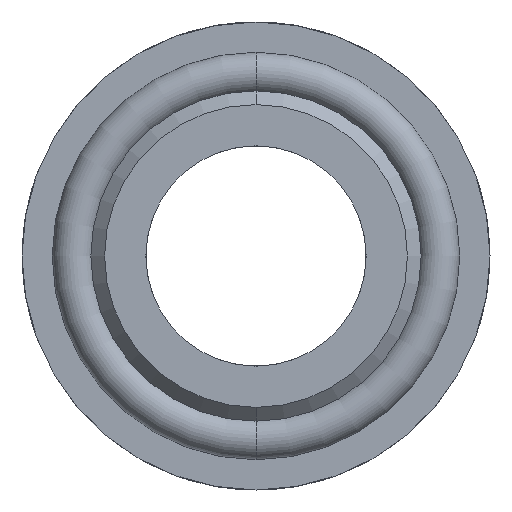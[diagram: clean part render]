
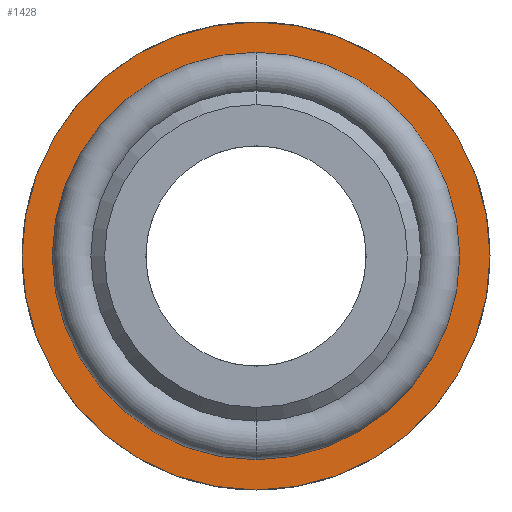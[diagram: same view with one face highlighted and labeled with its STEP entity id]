
A CAD part, front view. The second image highlights one B-rep face of the part: STEP entity #1428.
In plain terms, the highlighted planar face has unit normal (0, -1, 0).
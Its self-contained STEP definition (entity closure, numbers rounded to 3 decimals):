
#104 = EDGE_CURVE ( 'NONE', #251, #247, #630, .T. ) ;
#247 = VERTEX_POINT ( 'NONE', #1291 ) ;
#251 = VERTEX_POINT ( 'NONE', #1287 ) ;
#352 = AXIS2_PLACEMENT_3D ( 'NONE', #1767, #1768, #1769 ) ;
#354 = FACE_OUTER_BOUND ( 'NONE', #2257, .T. ) ;
#356 = FACE_BOUND ( 'NONE', #2256, .T. ) ;
#371 = AXIS2_PLACEMENT_3D ( 'NONE', #1658, #1659, #1660 ) ;
#487 = EDGE_CURVE ( 'NONE', #2151, #2150, #635, .T. ) ;
#513 = EDGE_CURVE ( 'NONE', #2150, #2151, #646, .T. ) ;
#556 = CIRCLE ( 'NONE', #371, 7.024 ) ;
#630 = CIRCLE ( 'NONE', #1234, 7.024 ) ;
#635 = CIRCLE ( 'NONE', #1237, 8.5 ) ;
#646 = CIRCLE ( 'NONE', #1251, 8.5 ) ;
#676 = ORIENTED_EDGE ( 'NONE', *, *, #487, .F. ) ;
#677 = ORIENTED_EDGE ( 'NONE', *, *, #994, .T. ) ;
#679 = ORIENTED_EDGE ( 'NONE', *, *, #104, .T. ) ;
#680 = ORIENTED_EDGE ( 'NONE', *, *, #513, .F. ) ;
#994 = EDGE_CURVE ( 'NONE', #247, #251, #556, .T. ) ;
#1107 = DIRECTION ( 'NONE',  ( 0., 0., 1. ) ) ;
#1108 = DIRECTION ( 'NONE',  ( 0., 1., 0. ) ) ;
#1115 = CARTESIAN_POINT ( 'NONE',  ( 0., 1.648, 0. ) ) ;
#1185 = DIRECTION ( 'NONE',  ( 0., 0., 1. ) ) ;
#1186 = DIRECTION ( 'NONE',  ( 0., 1., 0. ) ) ;
#1193 = CARTESIAN_POINT ( 'NONE',  ( 0., 1.648, 0. ) ) ;
#1234 = AXIS2_PLACEMENT_3D ( 'NONE', #1305, #1295, #1294 ) ;
#1237 = AXIS2_PLACEMENT_3D ( 'NONE', #1193, #1186, #1185 ) ;
#1251 = AXIS2_PLACEMENT_3D ( 'NONE', #1115, #1108, #1107 ) ;
#1287 = CARTESIAN_POINT ( 'NONE',  ( 0., 1.648, -7.024 ) ) ;
#1291 = CARTESIAN_POINT ( 'NONE',  ( 0., 1.648, 7.024 ) ) ;
#1294 = DIRECTION ( 'NONE',  ( 0., 0., 1. ) ) ;
#1295 = DIRECTION ( 'NONE',  ( 0., 1., 0. ) ) ;
#1305 = CARTESIAN_POINT ( 'NONE',  ( 0., 1.648, 0. ) ) ;
#1428 = ADVANCED_FACE ( 'NONE', ( #356, #354 ), #1766, .F. ) ;
#1658 = CARTESIAN_POINT ( 'NONE',  ( 0., 1.648, 0. ) ) ;
#1659 = DIRECTION ( 'NONE',  ( 0., 1., 0. ) ) ;
#1660 = DIRECTION ( 'NONE',  ( 0., 0., 1. ) ) ;
#1766 = PLANE ( 'NONE',  #352 ) ;
#1767 = CARTESIAN_POINT ( 'NONE',  ( 8.5, 1.648, 0. ) ) ;
#1768 = DIRECTION ( 'NONE',  ( 0., 1., 0. ) ) ;
#1769 = DIRECTION ( 'NONE',  ( 0., 0., 1. ) ) ;
#2087 = CARTESIAN_POINT ( 'NONE',  ( 0., 1.648, 8.5 ) ) ;
#2088 = CARTESIAN_POINT ( 'NONE',  ( 0., 1.648, -8.5 ) ) ;
#2150 = VERTEX_POINT ( 'NONE', #2087 ) ;
#2151 = VERTEX_POINT ( 'NONE', #2088 ) ;
#2256 = EDGE_LOOP ( 'NONE', ( #679, #677 ) ) ;
#2257 = EDGE_LOOP ( 'NONE', ( #680, #676 ) ) ;
